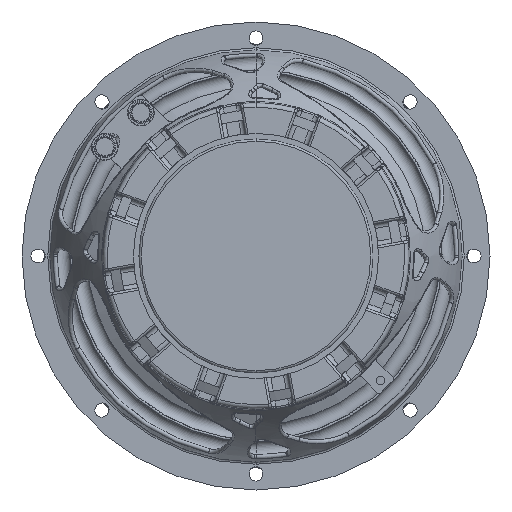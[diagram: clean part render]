
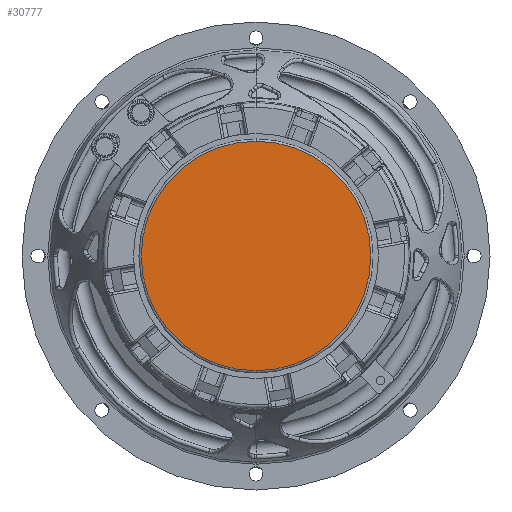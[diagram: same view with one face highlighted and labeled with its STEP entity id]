
A CAD part, front view. The second image highlights one B-rep face of the part: STEP entity #30777.
In plain terms, the highlighted planar face has unit normal (0, -1, 0).
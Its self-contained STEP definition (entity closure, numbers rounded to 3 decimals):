
#4407 = CARTESIAN_POINT ( 'NONE',  ( 0., -36., 0. ) ) ;
#10832 = DIRECTION ( 'NONE',  ( 0., 0., -1. ) ) ;
#16292 = FACE_OUTER_BOUND ( 'NONE', #26148, .T. ) ;
#24547 = DIRECTION ( 'NONE',  ( 0., -1., 0. ) ) ;
#26148 = EDGE_LOOP ( 'NONE', ( #53771, #79682 ) ) ;
#29527 = DIRECTION ( 'NONE',  ( 0., -1., 0. ) ) ;
#30777 = ADVANCED_FACE ( 'NONE', ( #16292 ), #56472, .T. ) ;
#33292 = VERTEX_POINT ( 'NONE', #78014 ) ;
#35834 = DIRECTION ( 'NONE',  ( 0., 0., -1. ) ) ;
#38781 = CARTESIAN_POINT ( 'NONE',  ( 0., -36., 0. ) ) ;
#47091 = AXIS2_PLACEMENT_3D ( 'NONE', #52724, #54003, #35834 ) ;
#47829 = AXIS2_PLACEMENT_3D ( 'NONE', #4407, #24547, #10832 ) ;
#52724 = CARTESIAN_POINT ( 'NONE',  ( 0., -36., 0. ) ) ;
#53771 = ORIENTED_EDGE ( 'NONE', *, *, #61853, .T. ) ;
#54003 = DIRECTION ( 'NONE',  ( 0., -1., 0. ) ) ;
#55290 = CIRCLE ( 'NONE', #47091, 51.5 ) ;
#56472 = PLANE ( 'NONE',  #60663 ) ;
#58849 = CARTESIAN_POINT ( 'NONE',  ( 0., -36., 51.5 ) ) ;
#60663 = AXIS2_PLACEMENT_3D ( 'NONE', #38781, #29527, #76306 ) ;
#61524 = CIRCLE ( 'NONE', #47829, 51.5 ) ;
#61853 = EDGE_CURVE ( 'NONE', #33292, #82732, #55290, .T. ) ;
#76306 = DIRECTION ( 'NONE',  ( 0., 0., -1. ) ) ;
#78014 = CARTESIAN_POINT ( 'NONE',  ( 0., -36., -51.5 ) ) ;
#79682 = ORIENTED_EDGE ( 'NONE', *, *, #82216, .T. ) ;
#82216 = EDGE_CURVE ( 'NONE', #82732, #33292, #61524, .T. ) ;
#82732 = VERTEX_POINT ( 'NONE', #58849 ) ;
